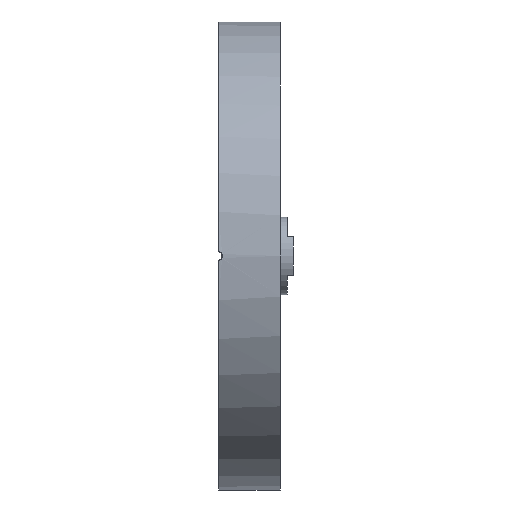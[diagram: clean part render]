
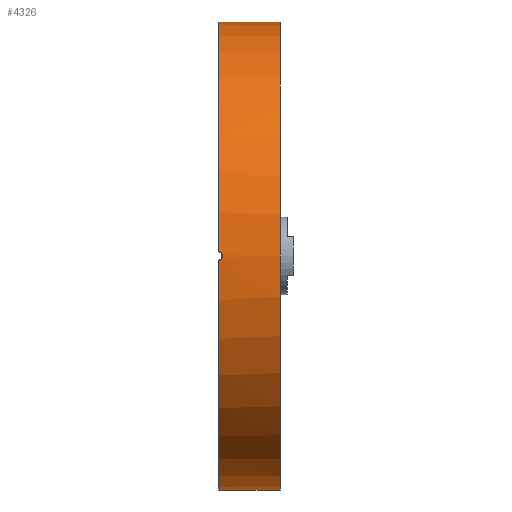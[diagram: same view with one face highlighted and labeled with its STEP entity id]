
A CAD part, left-side view. The second image highlights one B-rep face of the part: STEP entity #4326.
In plain terms, the highlighted cylindrical face has radius 57.15 mm (diameter 114.3 mm), a partial arc.
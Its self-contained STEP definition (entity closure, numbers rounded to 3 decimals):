
#80 = DIRECTION ( 'NONE',  ( 0., 1., 0. ) ) ;
#92 = CARTESIAN_POINT ( 'NONE',  ( -57.141, -0.264, -1. ) ) ;
#157 = CARTESIAN_POINT ( 'NONE',  ( -57.141, 0., 1. ) ) ;
#212 = CARTESIAN_POINT ( 'NONE',  ( 0., -15., 57.15 ) ) ;
#739 = LINE ( 'NONE', #10686, #4681 ) ;
#778 = CARTESIAN_POINT ( 'NONE',  ( 0., -15., 57.15 ) ) ;
#926 = CARTESIAN_POINT ( 'NONE',  ( -57.148, -0.874, 0.503 ) ) ;
#983 = AXIS2_PLACEMENT_3D ( 'NONE', #4708, #3613, #11547 ) ;
#994 = CARTESIAN_POINT ( 'NONE',  ( -57.148, -0.874, -0.503 ) ) ;
#1226 = AXIS2_PLACEMENT_3D ( 'NONE', #7741, #5731, #9609 ) ;
#1454 = AXIS2_PLACEMENT_3D ( 'NONE', #3197, #6181, #3332 ) ;
#1699 = VERTEX_POINT ( 'NONE', #212 ) ;
#2089 = CARTESIAN_POINT ( 'NONE',  ( -57.142, -0.262, 0.974 ) ) ;
#2536 = VERTEX_POINT ( 'NONE', #4458 ) ;
#2701 = CARTESIAN_POINT ( 'NONE',  ( -57.143, -0.504, 0.874 ) ) ;
#2705 = ORIENTED_EDGE ( 'NONE', *, *, #6693, .F. ) ;
#3197 = CARTESIAN_POINT ( 'NONE',  ( 0., -15., 0. ) ) ;
#3198 = B_SPLINE_CURVE_WITH_KNOTS ( 'NONE', 3,
 ( #157, #9793, #2089, #2701, #5851, #5066, #926, #10805, #10046, #9020, #11774, #994, #4942, #5004, #92, #5135 ),
 .UNSPECIFIED., .F., .F.,
 ( 4, 2, 2, 2, 2, 2, 2, 4 ),
 ( 0., 0., 0.001, 0.001, 0.002, 0.002, 0.002, 0.003 ),
 .UNSPECIFIED. ) ;
#3332 = DIRECTION ( 'NONE',  ( 0., 0., 1. ) ) ;
#3461 = CARTESIAN_POINT ( 'NONE',  ( 0., -15., -57.15 ) ) ;
#3535 = EDGE_CURVE ( 'NONE', #7721, #5724, #7453, .T. ) ;
#3565 = CARTESIAN_POINT ( 'NONE',  ( 0., 0., 57.15 ) ) ;
#3613 = DIRECTION ( 'NONE',  ( 0., 1., 0. ) ) ;
#3631 = DIRECTION ( 'NONE',  ( 0., 1., 0. ) ) ;
#3919 = ORIENTED_EDGE ( 'NONE', *, *, #11852, .T. ) ;
#4326 = ADVANCED_FACE ( 'NONE', ( #11141 ), #7300, .T. ) ;
#4458 = CARTESIAN_POINT ( 'NONE',  ( -57.141, 0., -1. ) ) ;
#4681 = VECTOR ( 'NONE', #10564, 1000. ) ;
#4708 = CARTESIAN_POINT ( 'NONE',  ( 0., 0., 0. ) ) ;
#4942 = CARTESIAN_POINT ( 'NONE',  ( -57.147, -0.801, -0.613 ) ) ;
#5004 = CARTESIAN_POINT ( 'NONE',  ( -57.143, -0.521, -0.893 ) ) ;
#5066 = CARTESIAN_POINT ( 'NONE',  ( -57.147, -0.799, 0.615 ) ) ;
#5135 = CARTESIAN_POINT ( 'NONE',  ( -57.141, 0., -1. ) ) ;
#5724 = VERTEX_POINT ( 'NONE', #3565 ) ;
#5731 = DIRECTION ( 'NONE',  ( 0., 1., 0. ) ) ;
#5851 = CARTESIAN_POINT ( 'NONE',  ( -57.144, -0.615, 0.799 ) ) ;
#6181 = DIRECTION ( 'NONE',  ( 0., 1., 0. ) ) ;
#6186 = EDGE_CURVE ( 'NONE', #7721, #2536, #3198, .T. ) ;
#6569 = EDGE_LOOP ( 'NONE', ( #2705, #9804, #3919, #8738, #11682, #8579 ) ) ;
#6673 = LINE ( 'NONE', #778, #12086 ) ;
#6693 = EDGE_CURVE ( 'NONE', #11429, #11564, #739, .T. ) ;
#7273 = EDGE_CURVE ( 'NONE', #11429, #1699, #10073, .T. ) ;
#7300 = CYLINDRICAL_SURFACE ( 'NONE', #1454, 57.15 ) ;
#7453 = CIRCLE ( 'NONE', #1226, 57.15 ) ;
#7618 = CIRCLE ( 'NONE', #983, 57.15 ) ;
#7721 = VERTEX_POINT ( 'NONE', #9175 ) ;
#7741 = CARTESIAN_POINT ( 'NONE',  ( 0., 0., 0. ) ) ;
#8579 = ORIENTED_EDGE ( 'NONE', *, *, #8988, .F. ) ;
#8738 = ORIENTED_EDGE ( 'NONE', *, *, #3535, .F. ) ;
#8890 = DIRECTION ( 'NONE',  ( 0., 0., 1. ) ) ;
#8988 = EDGE_CURVE ( 'NONE', #11564, #2536, #7618, .T. ) ;
#9020 = CARTESIAN_POINT ( 'NONE',  ( -57.15, -1., -0.13 ) ) ;
#9077 = CARTESIAN_POINT ( 'NONE',  ( 0., 0., -57.15 ) ) ;
#9175 = CARTESIAN_POINT ( 'NONE',  ( -57.141, 0., 1. ) ) ;
#9609 = DIRECTION ( 'NONE',  ( 0., 0., 1. ) ) ;
#9793 = CARTESIAN_POINT ( 'NONE',  ( -57.141, -0.132, 1. ) ) ;
#9804 = ORIENTED_EDGE ( 'NONE', *, *, #7273, .T. ) ;
#10046 = CARTESIAN_POINT ( 'NONE',  ( -57.15, -1., 0.131 ) ) ;
#10073 = CIRCLE ( 'NONE', #11294, 57.15 ) ;
#10564 = DIRECTION ( 'NONE',  ( 0., 1., 0. ) ) ;
#10686 = CARTESIAN_POINT ( 'NONE',  ( 0., -15., -57.15 ) ) ;
#10805 = CARTESIAN_POINT ( 'NONE',  ( -57.15, -0.974, 0.263 ) ) ;
#11141 = FACE_OUTER_BOUND ( 'NONE', #6569, .T. ) ;
#11294 = AXIS2_PLACEMENT_3D ( 'NONE', #11958, #80, #8890 ) ;
#11429 = VERTEX_POINT ( 'NONE', #3461 ) ;
#11547 = DIRECTION ( 'NONE',  ( 0., 0., 1. ) ) ;
#11564 = VERTEX_POINT ( 'NONE', #9077 ) ;
#11682 = ORIENTED_EDGE ( 'NONE', *, *, #6186, .T. ) ;
#11774 = CARTESIAN_POINT ( 'NONE',  ( -57.15, -0.974, -0.261 ) ) ;
#11852 = EDGE_CURVE ( 'NONE', #1699, #5724, #6673, .T. ) ;
#11958 = CARTESIAN_POINT ( 'NONE',  ( 0., -15., 0. ) ) ;
#12086 = VECTOR ( 'NONE', #3631, 1000. ) ;
